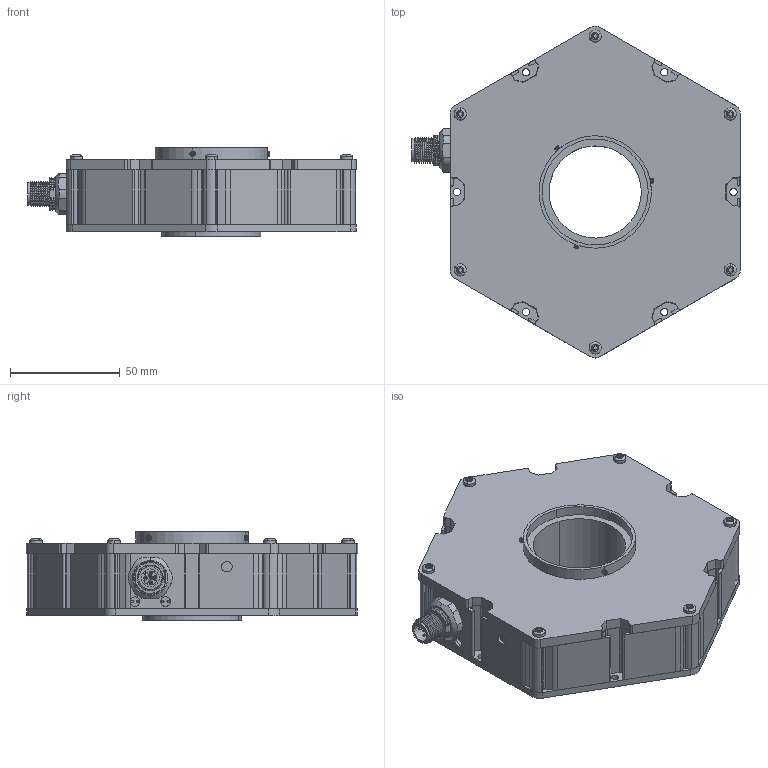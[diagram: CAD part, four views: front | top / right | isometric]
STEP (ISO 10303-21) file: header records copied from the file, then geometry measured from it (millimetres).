
FILE_DESCRIPTION (( 'STEP AP214' ), '1' );
FILE_NAME ('R130-RD130-R1.STEP', '2014-06-06T20:22:59', ( 'WSD-SW' ), ( '' ), 'SwSTEP 2.0', 'SolidWorks 2014', '' );
FILE_SCHEMA (( 'AUTOMOTIVE_DESIGN' ));
Length unit declared in the file: millimetre
Products named in the file (15): R80-Extrustion-25mm; R80-Extrustion-25mm_Driver; R130-RD130-R1; 92605A042_92605A042; Carclo - 10193; Carclo - 10149; ASM-00362-07; PCB-00362-07; M12_Male; M12 Nut; 90925A108; R130-SC; 90033A105_90033A105; PCB-00271-01; Center Tube
Assembly tree (44 placements, depth 3):
  R130-RD130-R1
    R80-Extrustion-25mm_Driver
    R80-Extrustion-25mm  x5
    Center Tube
    PCB-00271-01
    90033A105_90033A105  x6
    R130-SC
    90925A108  x6
    M12 Nut
    ASM-00362-07
      M12_Male
      PCB-00362-07
    Carclo - 10149  x8
    Carclo - 10193  x8
    92605A042_92605A042  x3
Bounding box: 149.51 x 151.18 x 40.45 mm (x, y, z)
Volume: 162978 mm3; surface area: 135919.2 mm2
Topology: 43 solids, 44 shells, 3272 faces, 8653 edges, 5489 vertices
Faces by surface type: cylinder 1117, plane 1033, cone 659, bspline 423, torus 40
Entity records: 57940 total; most frequent: CARTESIAN_POINT 29941, ORIENTED_EDGE 5316, DIRECTION 4809, EDGE_CURVE 2658, AXIS2_PLACEMENT_3D 1848, VERTEX_POINT 1721, LINE 1113, VECTOR 1113
